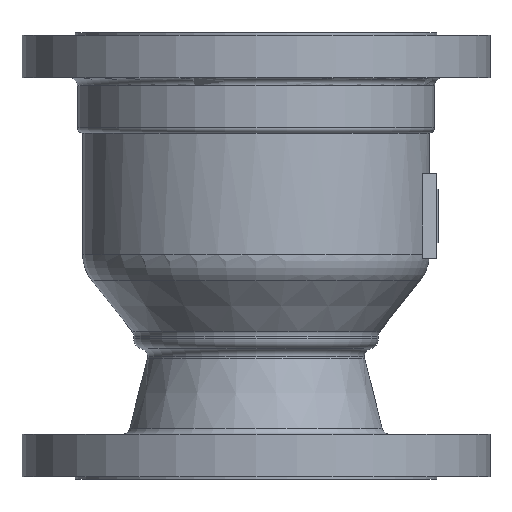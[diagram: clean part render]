
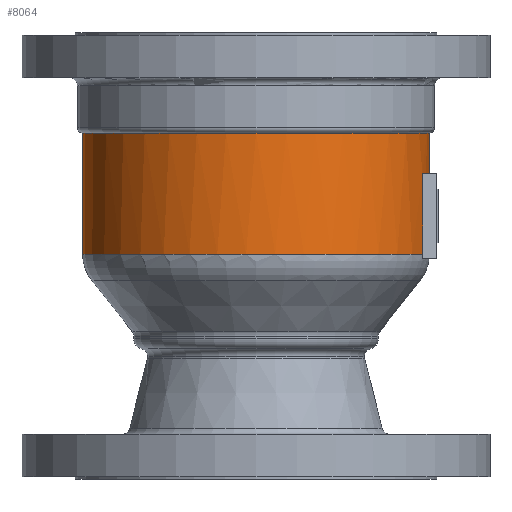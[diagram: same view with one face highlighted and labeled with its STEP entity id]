
A CAD part, front view. The second image highlights one B-rep face of the part: STEP entity #8064.
In plain terms, the highlighted cylindrical face has radius 103.505 mm (diameter 207.01 mm), a partial arc.
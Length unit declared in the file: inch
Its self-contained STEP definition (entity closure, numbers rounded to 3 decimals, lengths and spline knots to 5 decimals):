
#4 = CARTESIAN_POINT ( 'NONE',  ( 4.20585, -0.44031, 1.99443 ) ) ;
#12 = EDGE_CURVE ( 'NONE', #12226, #3804, #1105, .T. ) ;
#62 = DIRECTION ( 'NONE',  ( 0., 0., 1. ) ) ;
#1105 = CIRCLE ( 'NONE', #2778, 4.075 ) ;
#1298 = DIRECTION ( 'NONE',  ( 0., 0., 1. ) ) ;
#1303 = EDGE_CURVE ( 'NONE', #4880, #8090, #4072, .T. ) ;
#1578 = AXIS2_PLACEMENT_3D ( 'NONE', #1985, #4245, #12021 ) ;
#1628 = DIRECTION ( 'NONE',  ( 0., 0., -1. ) ) ;
#1985 = CARTESIAN_POINT ( 'NONE',  ( 0.13085, -0.44031, 0.0943 ) ) ;
#2778 = AXIS2_PLACEMENT_3D ( 'NONE', #12309, #11178, #6485 ) ;
#2996 = CYLINDRICAL_SURFACE ( 'NONE', #8892, 4.075 ) ;
#3183 = LINE ( 'NONE', #11041, #7546 ) ;
#3479 = AXIS2_PLACEMENT_3D ( 'NONE', #5682, #1628, #9577 ) ;
#3732 = CARTESIAN_POINT ( 'NONE',  ( -3.94415, -0.44031, 2.94443 ) ) ;
#3804 = VERTEX_POINT ( 'NONE', #4564 ) ;
#3836 = DIRECTION ( 'NONE',  ( 0., 0., 1. ) ) ;
#3939 = CARTESIAN_POINT ( 'NONE',  ( 4.04476, -1.57472, 5.30443 ) ) ;
#4072 = CIRCLE ( 'NONE', #1578, 4.075 ) ;
#4083 = CARTESIAN_POINT ( 'NONE',  ( -3.94415, -0.44031, 0.0943 ) ) ;
#4245 = DIRECTION ( 'NONE',  ( 0., 0., 1. ) ) ;
#4564 = CARTESIAN_POINT ( 'NONE',  ( 4.20585, -0.44031, 2.94443 ) ) ;
#4770 = DIRECTION ( 'NONE',  ( 0., 0., 1. ) ) ;
#4789 = CARTESIAN_POINT ( 'NONE',  ( 0.13085, -0.44031, 5.30443 ) ) ;
#4880 = VERTEX_POINT ( 'NONE', #4083 ) ;
#4921 = FACE_OUTER_BOUND ( 'NONE', #6135, .T. ) ;
#5201 = VERTEX_POINT ( 'NONE', #4 ) ;
#5682 = CARTESIAN_POINT ( 'NONE',  ( 0.13085, -0.44031, 1.99443 ) ) ;
#5739 = LINE ( 'NONE', #3939, #7040 ) ;
#6135 = EDGE_LOOP ( 'NONE', ( #6553, #8599, #11986, #8280, #6424, #10081 ) ) ;
#6424 = ORIENTED_EDGE ( 'NONE', *, *, #10245, .T. ) ;
#6473 = CARTESIAN_POINT ( 'NONE',  ( 4.04476, -1.57472, 0.0943 ) ) ;
#6485 = DIRECTION ( 'NONE',  ( 1., 0., 0. ) ) ;
#6553 = ORIENTED_EDGE ( 'NONE', *, *, #11941, .F. ) ;
#7040 = VECTOR ( 'NONE', #4770, 39.37008 ) ;
#7546 = VECTOR ( 'NONE', #1298, 39.37008 ) ;
#8064 = ADVANCED_FACE ( 'NONE', ( #4921 ), #2996, .T. ) ;
#8090 = VERTEX_POINT ( 'NONE', #6473 ) ;
#8280 = ORIENTED_EDGE ( 'NONE', *, *, #10470, .F. ) ;
#8599 = ORIENTED_EDGE ( 'NONE', *, *, #1303, .T. ) ;
#8632 = CARTESIAN_POINT ( 'NONE',  ( 4.04476, -1.57472, 1.99443 ) ) ;
#8892 = AXIS2_PLACEMENT_3D ( 'NONE', #4789, #3836, #11685 ) ;
#9182 = CIRCLE ( 'NONE', #3479, 4.075 ) ;
#9577 = DIRECTION ( 'NONE',  ( -1., 0., 0. ) ) ;
#9613 = VERTEX_POINT ( 'NONE', #8632 ) ;
#9898 = EDGE_CURVE ( 'NONE', #8090, #9613, #5739, .T. ) ;
#10081 = ORIENTED_EDGE ( 'NONE', *, *, #12, .F. ) ;
#10245 = EDGE_CURVE ( 'NONE', #5201, #3804, #3183, .T. ) ;
#10470 = EDGE_CURVE ( 'NONE', #5201, #9613, #9182, .T. ) ;
#10695 = CARTESIAN_POINT ( 'NONE',  ( -3.94415, -0.44031, 5.30443 ) ) ;
#10758 = LINE ( 'NONE', #10695, #11896 ) ;
#11041 = CARTESIAN_POINT ( 'NONE',  ( 4.20585, -0.44031, 5.30443 ) ) ;
#11178 = DIRECTION ( 'NONE',  ( 0., 0., 1. ) ) ;
#11685 = DIRECTION ( 'NONE',  ( 1., 0., 0. ) ) ;
#11896 = VECTOR ( 'NONE', #62, 39.37008 ) ;
#11941 = EDGE_CURVE ( 'NONE', #4880, #12226, #10758, .T. ) ;
#11986 = ORIENTED_EDGE ( 'NONE', *, *, #9898, .T. ) ;
#12021 = DIRECTION ( 'NONE',  ( -1., 0., 0. ) ) ;
#12226 = VERTEX_POINT ( 'NONE', #3732 ) ;
#12309 = CARTESIAN_POINT ( 'NONE',  ( 0.13085, -0.44031, 2.94443 ) ) ;
